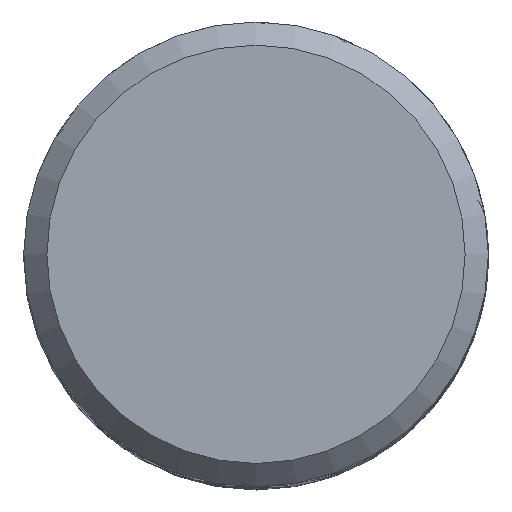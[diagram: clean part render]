
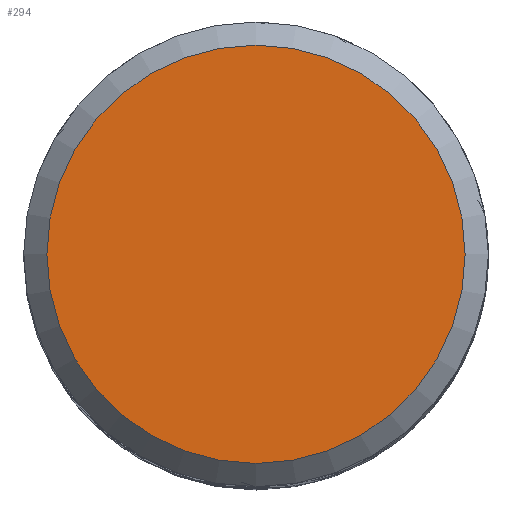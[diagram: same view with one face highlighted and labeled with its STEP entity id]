
A CAD part, top view. The second image highlights one B-rep face of the part: STEP entity #294.
In plain terms, the highlighted planar face has unit normal (0, 0, 1).
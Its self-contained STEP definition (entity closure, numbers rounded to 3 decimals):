
#254 = VERTEX_POINT('', #255);
#255 = CARTESIAN_POINT('', (-4.5, 0., 0.));
#261 = EDGE_CURVE('', #254, #254, #262, .T.);
#262 = CIRCLE('', #263, 4.5);
#263 = AXIS2_PLACEMENT_3D('', #264, #265, #266);
#264 = CARTESIAN_POINT('', (0., 0., 0.));
#265 = DIRECTION('', (0., 0., -1.));
#266 = DIRECTION('', (-1., 0., 0.));
#294 = ADVANCED_FACE('', (#295), #298, .T.);
#295 = FACE_OUTER_BOUND('', #296, .T.);
#296 = EDGE_LOOP('', (#297));
#297 = ORIENTED_EDGE('', *, *, #261, .F.);
#298 = PLANE('', #299);
#299 = AXIS2_PLACEMENT_3D('', #300, #301, #302);
#300 = CARTESIAN_POINT('', (7., -7., 0.));
#301 = DIRECTION('', (0., 0., 1.));
#302 = DIRECTION('', (0., 1., 0.));
